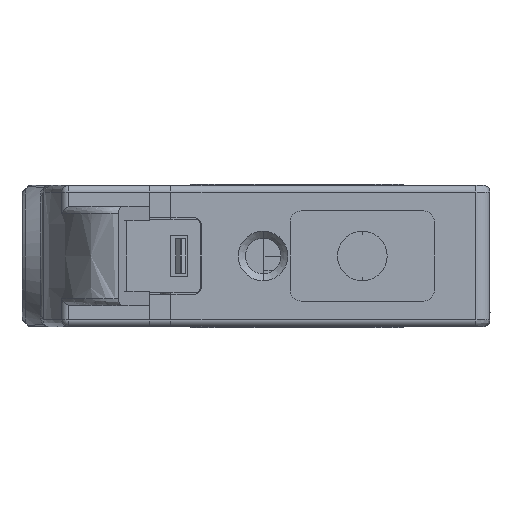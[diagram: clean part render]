
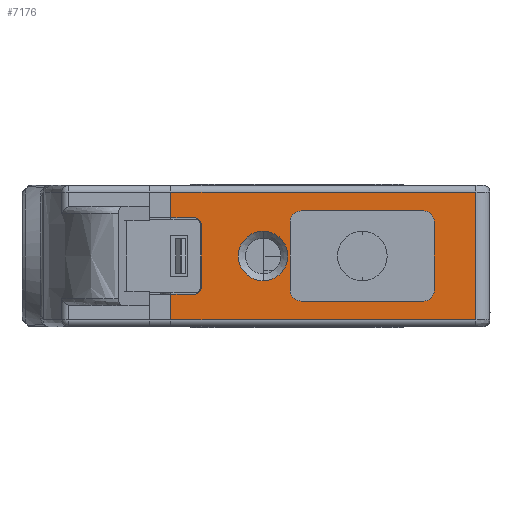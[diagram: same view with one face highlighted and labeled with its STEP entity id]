
A CAD part, left-side view. The second image highlights one B-rep face of the part: STEP entity #7176.
In plain terms, the highlighted planar face has unit normal (-1, 0, 0).
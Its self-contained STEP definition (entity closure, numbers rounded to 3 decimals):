
#187=DIRECTION('',(0.,-1.,0.));
#188=VECTOR('',#187,21.5);
#189=CARTESIAN_POINT('',(0.,22.5,-4.5));
#190=LINE('',#189,#188);
#1536=DIRECTION('',(0.,0.,1.));
#1537=VECTOR('',#1536,9.);
#1538=CARTESIAN_POINT('',(0.,1.,-4.5));
#1539=LINE('',#1538,#1537);
#1540=CARTESIAN_POINT('',(0.,20.85,2.2));
#1541=DIRECTION('',(1.,0.,0.));
#1542=DIRECTION('',(0.,0.,1.));
#1543=AXIS2_PLACEMENT_3D('',#1540,#1541,#1542);
#1545=DIRECTION('',(0.,0.,-1.));
#1546=VECTOR('',#1545,1.8);
#1547=CARTESIAN_POINT('',(0.,22.5,4.5));
#1548=LINE('',#1547,#1546);
#1549=DIRECTION('',(0.,0.,-1.));
#1550=VECTOR('',#1549,1.8);
#1551=CARTESIAN_POINT('',(0.,22.5,-2.7));
#1552=LINE('',#1551,#1550);
#1553=CARTESIAN_POINT('',(0.,20.85,-2.2));
#1554=DIRECTION('',(1.,0.,0.));
#1555=DIRECTION('',(0.,-1.,0.));
#1556=AXIS2_PLACEMENT_3D('',#1553,#1554,#1555);
#1558=CARTESIAN_POINT('',(0.,9.,0.));
#1559=DIRECTION('',(1.,0.,0.));
#1560=DIRECTION('',(0.,0.,-1.));
#1561=AXIS2_PLACEMENT_3D('',#1558,#1559,#1560);
#1563=CARTESIAN_POINT('',(0.,9.,0.));
#1564=DIRECTION('',(1.,0.,0.));
#1565=DIRECTION('',(0.,0.,1.));
#1566=AXIS2_PLACEMENT_3D('',#1563,#1564,#1565);
#1568=CARTESIAN_POINT('',(0.,16.,0.));
#1569=DIRECTION('',(1.,0.,0.));
#1570=DIRECTION('',(0.,0.,-1.));
#1571=AXIS2_PLACEMENT_3D('',#1568,#1569,#1570);
#1573=CARTESIAN_POINT('',(0.,16.,0.));
#1574=DIRECTION('',(1.,0.,0.));
#1575=DIRECTION('',(0.,0.,1.));
#1576=AXIS2_PLACEMENT_3D('',#1573,#1574,#1575);
#1578=DIRECTION('',(0.,0.,-1.));
#1579=VECTOR('',#1578,4.4);
#1580=CARTESIAN_POINT('',(0.,20.35,2.2));
#1581=LINE('',#1580,#1579);
#1608=DIRECTION('',(0.,1.,0.));
#1609=VECTOR('',#1608,1.65);
#1610=CARTESIAN_POINT('',(0.,20.85,-2.7));
#1611=LINE('',#1610,#1609);
#1628=DIRECTION('',(0.,-1.,0.));
#1629=VECTOR('',#1628,1.65);
#1630=CARTESIAN_POINT('',(0.,22.5,2.7));
#1631=LINE('',#1630,#1629);
#1716=DIRECTION('',(0.,1.,0.));
#1717=VECTOR('',#1716,21.5);
#1718=CARTESIAN_POINT('',(0.,1.,4.5));
#1719=LINE('',#1718,#1717);
#3886=CARTESIAN_POINT('',(0.,1.,-4.5));
#3887=VERTEX_POINT('',#3886);
#3888=CARTESIAN_POINT('',(0.,22.5,-4.5));
#3889=VERTEX_POINT('',#3888);
#3894=CARTESIAN_POINT('',(0.,22.5,-2.7));
#3895=VERTEX_POINT('',#3894);
#3900=CARTESIAN_POINT('',(0.,22.5,2.7));
#3901=VERTEX_POINT('',#3900);
#3902=CARTESIAN_POINT('',(0.,22.5,4.5));
#3903=VERTEX_POINT('',#3902);
#4408=CARTESIAN_POINT('',(0.,1.,4.5));
#4409=VERTEX_POINT('',#4408);
#4410=CARTESIAN_POINT('',(0.,20.35,2.2));
#4411=CARTESIAN_POINT('',(0.,20.35,-2.2));
#4412=VERTEX_POINT('',#4410);
#4413=VERTEX_POINT('',#4411);
#4414=CARTESIAN_POINT('',(0.,20.85,2.7));
#4415=VERTEX_POINT('',#4414);
#4416=CARTESIAN_POINT('',(0.,20.85,-2.7));
#4417=VERTEX_POINT('',#4416);
#4418=CARTESIAN_POINT('',(0.,9.,
-1.75));
#4419=CARTESIAN_POINT('',(0.,9.,1.75));
#4420=VERTEX_POINT('',#4418);
#4421=VERTEX_POINT('',#4419);
#4422=CARTESIAN_POINT('',(0.,16.,-1.75));
#4423=CARTESIAN_POINT('',(0.,16.,1.75));
#4424=VERTEX_POINT('',#4422);
#4425=VERTEX_POINT('',#4423);
#7141=CARTESIAN_POINT('',(0.,11.75,0.));
#7142=DIRECTION('',(1.,0.,0.));
#7143=DIRECTION('',(0.,-1.,0.));
#7144=AXIS2_PLACEMENT_3D('',#7141,#7142,#7143);
#7145=PLANE('',#7144);
#7147=ORIENTED_EDGE('',*,*,#7146,.F.);
#7149=ORIENTED_EDGE('',*,*,#7148,.F.);
#7151=ORIENTED_EDGE('',*,*,#7150,.F.);
#7152=ORIENTED_EDGE('',*,*,#5178,.F.);
#7154=ORIENTED_EDGE('',*,*,#7153,.F.);
#7155=ORIENTED_EDGE('',*,*,#7134,.F.);
#7156=ORIENTED_EDGE('',*,*,#5130,.F.);
#7157=ORIENTED_EDGE('',*,*,#5186,.F.);
#7159=ORIENTED_EDGE('',*,*,#7158,.F.);
#7161=ORIENTED_EDGE('',*,*,#7160,.F.);
#7162=EDGE_LOOP('',(#7147,#7149,#7151,#7152,#7154,#7155,#7156,#7157,#7159,
#7161));
#7163=FACE_OUTER_BOUND('',#7162,.F.);
#7165=ORIENTED_EDGE('',*,*,#7164,.F.);
#7167=ORIENTED_EDGE('',*,*,#7166,.F.);
#7168=EDGE_LOOP('',(#7165,#7167));
#7169=FACE_BOUND('',#7168,.F.);
#7171=ORIENTED_EDGE('',*,*,#7170,.F.);
#7173=ORIENTED_EDGE('',*,*,#7172,.F.);
#7174=EDGE_LOOP('',(#7171,#7173));
#7175=FACE_BOUND('',#7174,.F.);
#7176=ADVANCED_FACE('',(#7163,#7169,#7175),#7145,.F.);
#1544=CIRCLE('',#1543,0.5);
#1557=CIRCLE('',#1556,0.5);
#1562=CIRCLE('',#1561,1.75);
#1567=CIRCLE('',#1566,1.75);
#1572=CIRCLE('',#1571,1.75);
#1577=CIRCLE('',#1576,1.75);
#5130=EDGE_CURVE('',#3889,#3887,#190,.T.);
#5178=EDGE_CURVE('',#3903,#3901,#1548,.T.);
#5186=EDGE_CURVE('',#3895,#3889,#1552,.T.);
#7134=EDGE_CURVE('',#3887,#4409,#1539,.T.);
#7146=EDGE_CURVE('',#4412,#4413,#1581,.T.);
#7148=EDGE_CURVE('',#4415,#4412,#1544,.T.);
#7150=EDGE_CURVE('',#3901,#4415,#1631,.T.);
#7153=EDGE_CURVE('',#4409,#3903,#1719,.T.);
#7158=EDGE_CURVE('',#4417,#3895,#1611,.T.);
#7160=EDGE_CURVE('',#4413,#4417,#1557,.T.);
#7164=EDGE_CURVE('',#4420,#4421,#1562,.T.);
#7166=EDGE_CURVE('',#4421,#4420,#1567,.T.);
#7170=EDGE_CURVE('',#4424,#4425,#1572,.T.);
#7172=EDGE_CURVE('',#4425,#4424,#1577,.T.);
